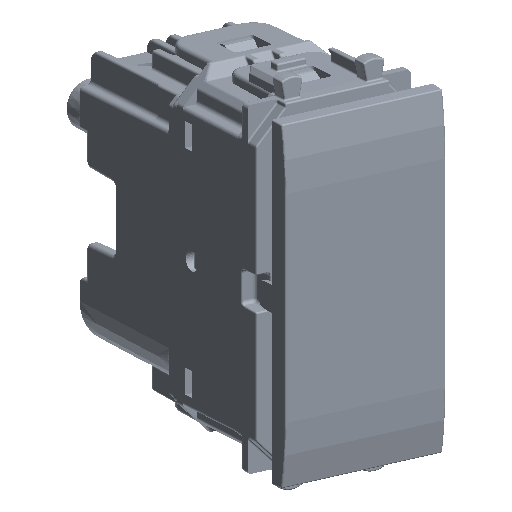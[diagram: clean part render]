
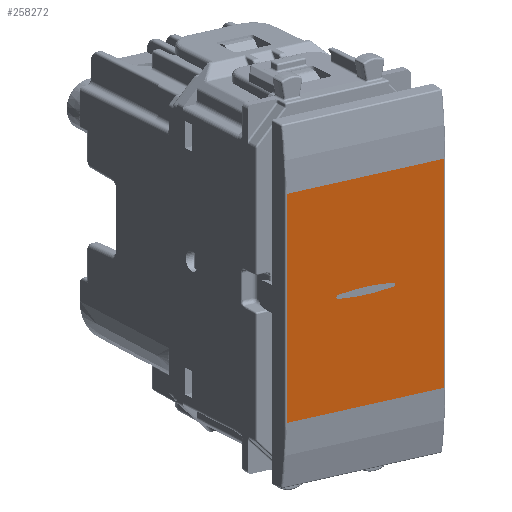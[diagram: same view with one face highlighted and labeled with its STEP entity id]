
A CAD part, top view. The second image highlights one B-rep face of the part: STEP entity #258272.
In plain terms, the highlighted face is planar.
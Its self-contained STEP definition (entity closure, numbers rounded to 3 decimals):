
#258076=CARTESIAN_POINT('Line Origine',(10.791,-11.,2.7)) ;
#258080=CARTESIAN_POINT('Vertex',(10.791,-13.933,2.7)) ;
#258082=CARTESIAN_POINT('Vertex',(10.791,13.933,2.7)) ;
#258208=CARTESIAN_POINT('Axis2P3D Location',(0.,0.,2.7)) ;
#258213=CARTESIAN_POINT('Line Origine',(-10.791,0.,2.7)) ;
#258217=CARTESIAN_POINT('Vertex',(-10.791,-13.933,2.7)) ;
#258219=CARTESIAN_POINT('Vertex',(-10.791,13.933,2.7)) ;
#258222=CARTESIAN_POINT('Line Origine',(0.,-13.933,2.7)) ;
#258227=CARTESIAN_POINT('Line Origine',(0.,13.933,2.7)) ;
#258238=CARTESIAN_POINT('Axis2P3D Location',(0.,-28.,2.7)) ;
#258242=CARTESIAN_POINT('Vertex',(-3.783,0.248,2.7)) ;
#258244=CARTESIAN_POINT('Vertex',(3.783,0.248,2.7)) ;
#258247=CARTESIAN_POINT('Axis2P3D Location',(3.75,0.,2.7)) ;
#258251=CARTESIAN_POINT('Vertex',(3.783,-0.248,2.7)) ;
#258254=CARTESIAN_POINT('Axis2P3D Location',(0.,28.,2.7)) ;
#258258=CARTESIAN_POINT('Vertex',(-3.783,-0.248,2.7)) ;
#258261=CARTESIAN_POINT('Axis2P3D Location',(-3.75,0.,2.7)) ;
#258077=DIRECTION('Vector Direction',(0.,-1.,0.)) ;
#258209=DIRECTION('Axis2P3D Direction',(-0.,0.,1.)) ;
#258210=DIRECTION('Axis2P3D XDirection',(0.,-1.,0.)) ;
#258214=DIRECTION('Vector Direction',(0.,-1.,0.)) ;
#258223=DIRECTION('Vector Direction',(1.,0.,0.)) ;
#258228=DIRECTION('Vector Direction',(1.,0.,0.)) ;
#258239=DIRECTION('Axis2P3D Direction',(-0.,0.,1.)) ;
#258248=DIRECTION('Axis2P3D Direction',(-0.,0.,1.)) ;
#258255=DIRECTION('Axis2P3D Direction',(-0.,0.,1.)) ;
#258262=DIRECTION('Axis2P3D Direction',(-0.,0.,1.)) ;
#258211=AXIS2_PLACEMENT_3D('Plane Axis2P3D',#258208,#258209,#258210) ;
#258240=AXIS2_PLACEMENT_3D('Circle Axis2P3D',#258238,#258239,$) ;
#258249=AXIS2_PLACEMENT_3D('Circle Axis2P3D',#258247,#258248,$) ;
#258256=AXIS2_PLACEMENT_3D('Circle Axis2P3D',#258254,#258255,$) ;
#258263=AXIS2_PLACEMENT_3D('Circle Axis2P3D',#258261,#258262,$) ;
#258233=ORIENTED_EDGE('',*,*,#258221,.F.) ;
#258234=ORIENTED_EDGE('',*,*,#258226,.T.) ;
#258235=ORIENTED_EDGE('',*,*,#258084,.T.) ;
#258236=ORIENTED_EDGE('',*,*,#258231,.F.) ;
#258267=ORIENTED_EDGE('',*,*,#258246,.T.) ;
#258268=ORIENTED_EDGE('',*,*,#258253,.T.) ;
#258269=ORIENTED_EDGE('',*,*,#258260,.T.) ;
#258270=ORIENTED_EDGE('',*,*,#258265,.T.) ;
#258271=FACE_BOUND('',#258266,.T.) ;
#258078=VECTOR('Line Direction',#258077,1.) ;
#258215=VECTOR('Line Direction',#258214,1.) ;
#258224=VECTOR('Line Direction',#258223,1.) ;
#258229=VECTOR('Line Direction',#258228,1.) ;
#258272=ADVANCED_FACE('PartBody',(#258237,#258271),#258212,.T.) ;
#258241=CIRCLE('generated circle',#258240,28.5) ;
#258250=CIRCLE('generated circle',#258249,0.25) ;
#258257=CIRCLE('generated circle',#258256,28.5) ;
#258264=CIRCLE('generated circle',#258263,0.25) ;
#258084=EDGE_CURVE('',#258081,#258083,#258079,.F.) ;
#258221=EDGE_CURVE('',#258218,#258220,#258216,.F.) ;
#258226=EDGE_CURVE('',#258218,#258081,#258225,.T.) ;
#258231=EDGE_CURVE('',#258220,#258083,#258230,.T.) ;
#258246=EDGE_CURVE('',#258243,#258245,#258241,.F.) ;
#258253=EDGE_CURVE('',#258245,#258252,#258250,.F.) ;
#258260=EDGE_CURVE('',#258252,#258259,#258257,.F.) ;
#258265=EDGE_CURVE('',#258259,#258243,#258264,.F.) ;
#258232=EDGE_LOOP('',(#258233,#258234,#258235,#258236)) ;
#258266=EDGE_LOOP('',(#258267,#258268,#258269,#258270)) ;
#258237=FACE_OUTER_BOUND('',#258232,.T.) ;
#258079=LINE('Line',#258076,#258078) ;
#258216=LINE('Line',#258213,#258215) ;
#258225=LINE('Line',#258222,#258224) ;
#258230=LINE('Line',#258227,#258229) ;
#258212=PLANE('',#258211) ;
#258081=VERTEX_POINT('',#258080) ;
#258083=VERTEX_POINT('',#258082) ;
#258218=VERTEX_POINT('',#258217) ;
#258220=VERTEX_POINT('',#258219) ;
#258243=VERTEX_POINT('',#258242) ;
#258245=VERTEX_POINT('',#258244) ;
#258252=VERTEX_POINT('',#258251) ;
#258259=VERTEX_POINT('',#258258) ;
